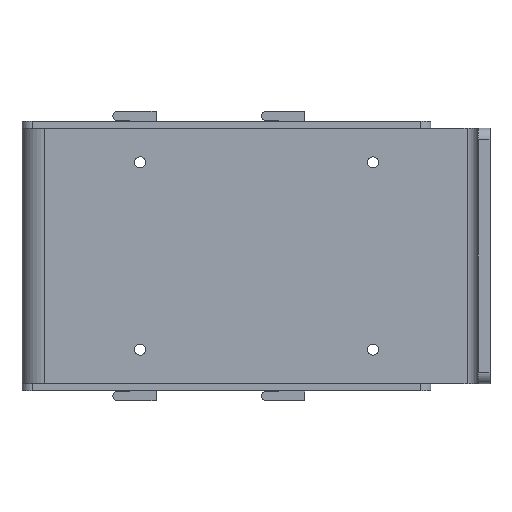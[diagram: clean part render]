
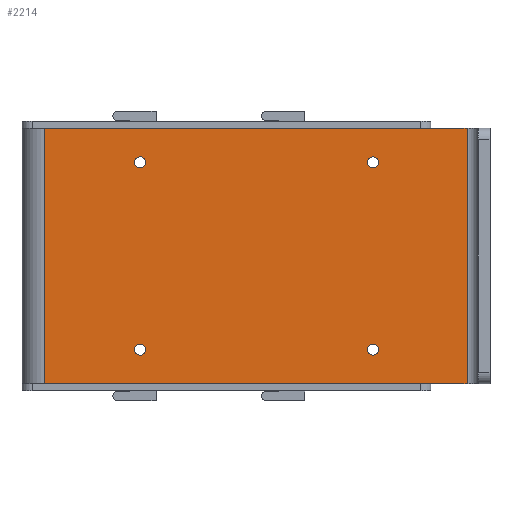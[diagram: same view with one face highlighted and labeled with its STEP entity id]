
A CAD part, left-side view. The second image highlights one B-rep face of the part: STEP entity #2214.
In plain terms, the highlighted planar face has unit normal (-1, 0, 0).
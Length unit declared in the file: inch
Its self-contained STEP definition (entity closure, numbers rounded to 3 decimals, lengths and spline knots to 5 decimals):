
#108=DIRECTION('',(0.,-1.,0.));
#109=VECTOR('',#108,3.39449);
#110=CARTESIAN_POINT('',(-1.004,1.55,1.125));
#111=LINE('',#110,#109);
#112=DIRECTION('',(0.,1.,0.));
#113=VECTOR('',#112,0.32351);
#114=CARTESIAN_POINT('',(-1.004,-2.168,1.125));
#115=LINE('',#114,#113);
#116=DIRECTION('',(0.,-1.,0.));
#117=VECTOR('',#116,0.32351);
#118=CARTESIAN_POINT('',(-1.004,-1.84449,-1.125));
#119=LINE('',#118,#117);
#120=DIRECTION('',(0.,1.,0.));
#121=VECTOR('',#120,3.39449);
#122=CARTESIAN_POINT('',(-1.004,-1.84449,-1.125));
#123=LINE('',#122,#121);
#124=CARTESIAN_POINT('',(-1.004,0.71,-0.825));
#125=DIRECTION('',(-1.,0.,0.));
#126=DIRECTION('',(0.,1.,0.));
#127=AXIS2_PLACEMENT_3D('',#124,#125,#126);
#129=CARTESIAN_POINT('',(-1.004,0.71,-0.825));
#130=DIRECTION('',(-1.,0.,0.));
#131=DIRECTION('',(0.,-1.,0.));
#132=AXIS2_PLACEMENT_3D('',#129,#130,#131);
#134=CARTESIAN_POINT('',(-1.004,0.71,0.825));
#135=DIRECTION('',(-1.,0.,0.));
#136=DIRECTION('',(0.,1.,0.));
#137=AXIS2_PLACEMENT_3D('',#134,#135,#136);
#139=CARTESIAN_POINT('',(-1.004,0.71,0.825));
#140=DIRECTION('',(-1.,0.,0.));
#141=DIRECTION('',(0.,-1.,0.));
#142=AXIS2_PLACEMENT_3D('',#139,#140,#141);
#144=CARTESIAN_POINT('',(-1.004,-1.34,-0.825));
#145=DIRECTION('',(-1.,0.,0.));
#146=DIRECTION('',(0.,1.,0.));
#147=AXIS2_PLACEMENT_3D('',#144,#145,#146);
#149=CARTESIAN_POINT('',(-1.004,-1.34,-0.825));
#150=DIRECTION('',(-1.,0.,0.));
#151=DIRECTION('',(0.,-1.,0.));
#152=AXIS2_PLACEMENT_3D('',#149,#150,#151);
#154=CARTESIAN_POINT('',(-1.004,-1.34,0.825));
#155=DIRECTION('',(-1.,0.,0.));
#156=DIRECTION('',(0.,1.,0.));
#157=AXIS2_PLACEMENT_3D('',#154,#155,#156);
#159=CARTESIAN_POINT('',(-1.004,-1.34,0.825));
#160=DIRECTION('',(-1.,0.,0.));
#161=DIRECTION('',(0.,-1.,0.));
#162=AXIS2_PLACEMENT_3D('',#159,#160,#161);
#178=DIRECTION('',(0.,0.,-1.));
#179=VECTOR('',#178,2.25);
#180=CARTESIAN_POINT('',(-1.004,1.55,1.125));
#181=LINE('',#180,#179);
#1166=DIRECTION('',(0.,0.,1.));
#1167=VECTOR('',#1166,2.25);
#1168=CARTESIAN_POINT('',(-1.004,-2.168,-1.125));
#1169=LINE('',#1168,#1167);
#1653=CARTESIAN_POINT('',(-1.004,0.759,-0.825));
#1654=CARTESIAN_POINT('',(-1.004,0.661,-0.825));
#1655=VERTEX_POINT('',#1653);
#1656=VERTEX_POINT('',#1654);
#1661=CARTESIAN_POINT('',(-1.004,0.759,0.825));
#1662=CARTESIAN_POINT('',(-1.004,0.661,0.825));
#1663=VERTEX_POINT('',#1661);
#1664=VERTEX_POINT('',#1662);
#1669=CARTESIAN_POINT('',(-1.004,-1.291,-0.825));
#1670=CARTESIAN_POINT('',(-1.004,-1.389,-0.825));
#1671=VERTEX_POINT('',#1669);
#1672=VERTEX_POINT('',#1670);
#1677=CARTESIAN_POINT('',(-1.004,-1.291,0.825));
#1678=CARTESIAN_POINT('',(-1.004,-1.389,0.825));
#1679=VERTEX_POINT('',#1677);
#1680=VERTEX_POINT('',#1678);
#1737=CARTESIAN_POINT('',(-1.004,-2.168,1.125));
#1738=VERTEX_POINT('',#1737);
#1739=CARTESIAN_POINT('',(-1.004,-2.168,-1.125));
#1740=VERTEX_POINT('',#1739);
#1895=CARTESIAN_POINT('',(-1.004,1.55,1.125));
#1896=CARTESIAN_POINT('',(-1.004,-1.84449,1.125));
#1897=VERTEX_POINT('',#1895);
#1898=VERTEX_POINT('',#1896);
#2023=CARTESIAN_POINT('',(-1.004,-1.84449,-1.125));
#2024=CARTESIAN_POINT('',(-1.004,1.55,-1.125));
#2025=VERTEX_POINT('',#2023);
#2026=VERTEX_POINT('',#2024);
#2172=CARTESIAN_POINT('',(-1.004,1.75,-0.5904));
#2173=DIRECTION('',(-1.,0.,0.));
#2174=DIRECTION('',(0.,0.,1.));
#2175=AXIS2_PLACEMENT_3D('',#2172,#2173,#2174);
#2176=PLANE('',#2175);
#2178=ORIENTED_EDGE('',*,*,#2177,.F.);
#2179=ORIENTED_EDGE('',*,*,#2158,.T.);
#2181=ORIENTED_EDGE('',*,*,#2180,.F.);
#2183=ORIENTED_EDGE('',*,*,#2182,.F.);
#2185=ORIENTED_EDGE('',*,*,#2184,.F.);
#2187=ORIENTED_EDGE('',*,*,#2186,.T.);
#2188=EDGE_LOOP('',(#2178,#2179,#2181,#2183,#2185,#2187));
#2189=FACE_OUTER_BOUND('',#2188,.F.);
#2191=ORIENTED_EDGE('',*,*,#2190,.T.);
#2193=ORIENTED_EDGE('',*,*,#2192,.T.);
#2194=EDGE_LOOP('',(#2191,#2193));
#2195=FACE_BOUND('',#2194,.F.);
#2197=ORIENTED_EDGE('',*,*,#2196,.T.);
#2199=ORIENTED_EDGE('',*,*,#2198,.T.);
#2200=EDGE_LOOP('',(#2197,#2199));
#2201=FACE_BOUND('',#2200,.F.);
#2203=ORIENTED_EDGE('',*,*,#2202,.T.);
#2205=ORIENTED_EDGE('',*,*,#2204,.T.);
#2206=EDGE_LOOP('',(#2203,#2205));
#2207=FACE_BOUND('',#2206,.F.);
#2209=ORIENTED_EDGE('',*,*,#2208,.T.);
#2211=ORIENTED_EDGE('',*,*,#2210,.T.);
#2212=EDGE_LOOP('',(#2209,#2211));
#2213=FACE_BOUND('',#2212,.F.);
#2214=ADVANCED_FACE('',(#2189,#2195,#2201,#2207,#2213),#2176,.T.);
#128=CIRCLE('',#127,0.049);
#133=CIRCLE('',#132,0.049);
#138=CIRCLE('',#137,0.049);
#143=CIRCLE('',#142,0.049);
#148=CIRCLE('',#147,0.049);
#153=CIRCLE('',#152,0.049);
#158=CIRCLE('',#157,0.049);
#163=CIRCLE('',#162,0.049);
#2158=EDGE_CURVE('',#1897,#1898,#111,.T.);
#2177=EDGE_CURVE('',#1897,#2026,#181,.T.);
#2180=EDGE_CURVE('',#1738,#1898,#115,.T.);
#2182=EDGE_CURVE('',#1740,#1738,#1169,.T.);
#2184=EDGE_CURVE('',#2025,#1740,#119,.T.);
#2186=EDGE_CURVE('',#2025,#2026,#123,.T.);
#2190=EDGE_CURVE('',#1655,#1656,#128,.T.);
#2192=EDGE_CURVE('',#1656,#1655,#133,.T.);
#2196=EDGE_CURVE('',#1663,#1664,#138,.T.);
#2198=EDGE_CURVE('',#1664,#1663,#143,.T.);
#2202=EDGE_CURVE('',#1671,#1672,#148,.T.);
#2204=EDGE_CURVE('',#1672,#1671,#153,.T.);
#2208=EDGE_CURVE('',#1679,#1680,#158,.T.);
#2210=EDGE_CURVE('',#1680,#1679,#163,.T.);
